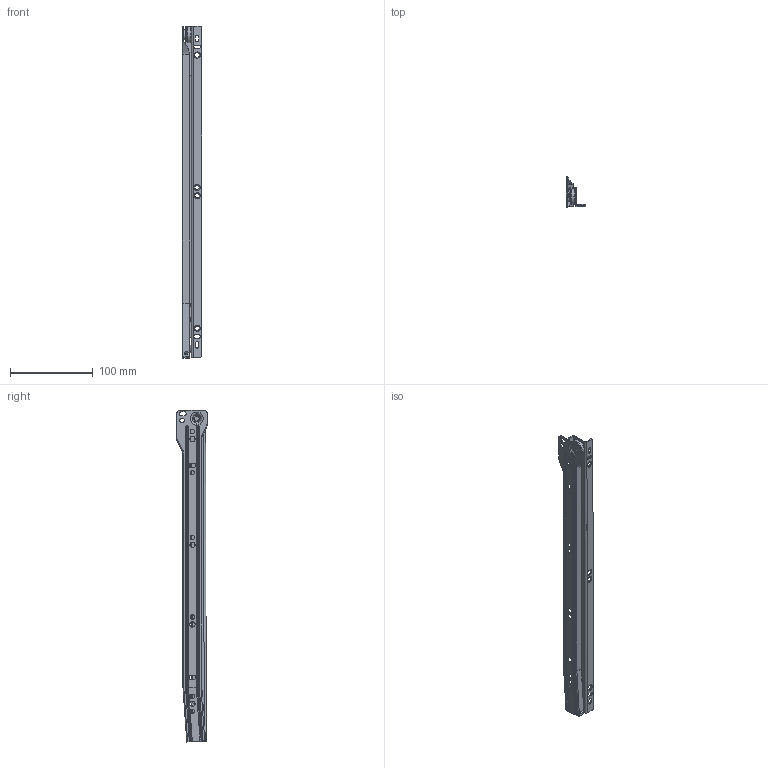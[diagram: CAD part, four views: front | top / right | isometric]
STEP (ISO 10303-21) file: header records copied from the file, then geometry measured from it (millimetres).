
FILE_DESCRIPTION (( 'STEP AP214' ), '1' );
FILE_NAME ('FR_1921.0400mm_16inch_closed_left.STEP', '2022-11-07T06:34:42', ( '' ), ( '' ), 'SwSTEP 2.0', 'SolidWorks 2020', '' );
FILE_SCHEMA (( 'AUTOMOTIVE_DESIGN' ));
Length unit declared in the file: millimetre
Products named in the file (9): FR_1921.0400mm_16inch_closed_left; 1921 CABINET RIVET; 1921.XXX-03.C022_NL  400; 1921 CABINET ROLLER; 1921.XXX-01.C022_NL  400; 1921 DRAWER ROLLER; 1921 DRAWER RIVET
Assembly tree (8 placements, depth 3):
  FR_1921.0400mm_16inch_closed_left
    1921.XXX-01.C022_NL  400
      1921.XXX-01.C022_NL  400
      1921 CABINET RIVET
      1921 CABINET ROLLER
    1921.XXX-03.C022_NL  400
      1921.XXX-03.C022_NL  400
      1921 DRAWER RIVET
      1921 DRAWER ROLLER
Bounding box: 23.9 x 37 x 401.09 mm (x, y, z)
Volume: 36412 mm3; surface area: 62554.1 mm2
Topology: 6 solids, 6 shells, 383 faces, 947 edges, 584 vertices
Faces by surface type: cylinder 170, plane 129, cone 46, torus 32, bspline 6
Entity records: 11958 total; most frequent: CARTESIAN_POINT 2345, DIRECTION 2058, ORIENTED_EDGE 1884, EDGE_CURVE 942, AXIS2_PLACEMENT_3D 785, VERTEX_POINT 584, LINE 488, VECTOR 488
